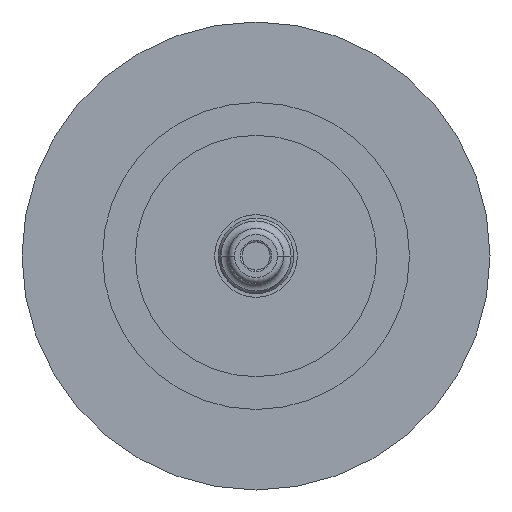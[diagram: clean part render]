
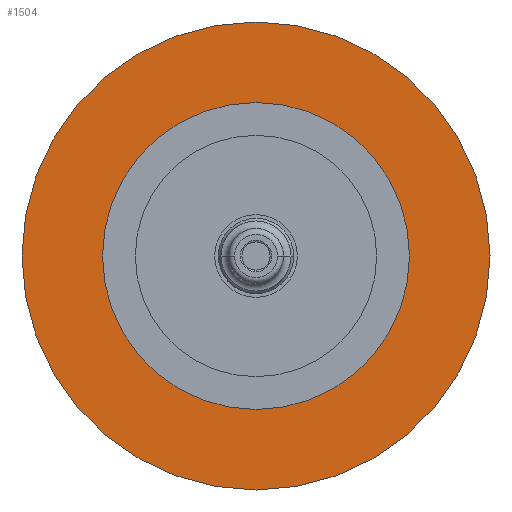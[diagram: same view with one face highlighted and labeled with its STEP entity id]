
A CAD part, front view. The second image highlights one B-rep face of the part: STEP entity #1504.
In plain terms, the highlighted planar face has unit normal (0, -1, 0).
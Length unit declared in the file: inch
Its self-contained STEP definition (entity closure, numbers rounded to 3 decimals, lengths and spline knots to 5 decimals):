
#47 = CARTESIAN_POINT ( 'NONE',  ( 0., 0., -0.785 ) ) ;
#94 = CARTESIAN_POINT ( 'NONE',  ( 0., 0., 0.515 ) ) ;
#98 = CARTESIAN_POINT ( 'NONE',  ( 0., 0., 0.785 ) ) ;
#115 = CARTESIAN_POINT ( 'NONE',  ( 0., 0., -0.515 ) ) ;
#175 = ORIENTED_EDGE ( 'NONE', *, *, #1602, .T. ) ;
#177 = ORIENTED_EDGE ( 'NONE', *, *, #1604, .T. ) ;
#244 = EDGE_LOOP ( 'NONE', ( #175, #177 ) ) ;
#274 = EDGE_LOOP ( 'NONE', ( #306, #318 ) ) ;
#306 = ORIENTED_EDGE ( 'NONE', *, *, #1622, .F. ) ;
#318 = ORIENTED_EDGE ( 'NONE', *, *, #1556, .F. ) ;
#383 = DIRECTION ( 'NONE',  ( 0., 1., 0. ) ) ;
#460 = DIRECTION ( 'NONE',  ( 0., 0., 1. ) ) ;
#461 = CARTESIAN_POINT ( 'NONE',  ( 0., 0., 0. ) ) ;
#543 = PLANE ( 'NONE',  #1949 ) ;
#602 = DIRECTION ( 'NONE',  ( 0., -1., 0. ) ) ;
#608 = CARTESIAN_POINT ( 'NONE',  ( -0.785, 0., 0. ) ) ;
#650 = DIRECTION ( 'NONE',  ( 0., 0., -1. ) ) ;
#779 = VERTEX_POINT ( 'NONE', #115 ) ;
#780 = VERTEX_POINT ( 'NONE', #47 ) ;
#805 = VERTEX_POINT ( 'NONE', #98 ) ;
#811 = VERTEX_POINT ( 'NONE', #94 ) ;
#993 = CIRCLE ( 'NONE', #1291, 0.515 ) ;
#995 = CIRCLE ( 'NONE', #1321, 0.515 ) ;
#1054 = CIRCLE ( 'NONE', #1319, 0.785 ) ;
#1145 = FACE_BOUND ( 'NONE', #244, .T. ) ;
#1148 = FACE_OUTER_BOUND ( 'NONE', #274, .T. ) ;
#1291 = AXIS2_PLACEMENT_3D ( 'NONE', #1793, #1792, #1791 ) ;
#1319 = AXIS2_PLACEMENT_3D ( 'NONE', #1903, #1899, #1897 ) ;
#1321 = AXIS2_PLACEMENT_3D ( 'NONE', #1799, #1798, #1797 ) ;
#1451 = CIRCLE ( 'NONE', #1736, 0.785 ) ;
#1504 = ADVANCED_FACE ( 'NONE', ( #1145, #1148 ), #543, .T. ) ;
#1556 = EDGE_CURVE ( 'NONE', #780, #805, #1054, .T. ) ;
#1602 = EDGE_CURVE ( 'NONE', #811, #779, #995, .T. ) ;
#1604 = EDGE_CURVE ( 'NONE', #779, #811, #993, .T. ) ;
#1622 = EDGE_CURVE ( 'NONE', #805, #780, #1451, .T. ) ;
#1736 = AXIS2_PLACEMENT_3D ( 'NONE', #461, #383, #460 ) ;
#1791 = DIRECTION ( 'NONE',  ( 0., 0., 1. ) ) ;
#1792 = DIRECTION ( 'NONE',  ( 0., 1., 0. ) ) ;
#1793 = CARTESIAN_POINT ( 'NONE',  ( 0., 0., 0. ) ) ;
#1797 = DIRECTION ( 'NONE',  ( 0., 0., 1. ) ) ;
#1798 = DIRECTION ( 'NONE',  ( 0., 1., 0. ) ) ;
#1799 = CARTESIAN_POINT ( 'NONE',  ( 0., 0., 0. ) ) ;
#1897 = DIRECTION ( 'NONE',  ( 0., 0., 1. ) ) ;
#1899 = DIRECTION ( 'NONE',  ( 0., 1., 0. ) ) ;
#1903 = CARTESIAN_POINT ( 'NONE',  ( 0., 0., 0. ) ) ;
#1949 = AXIS2_PLACEMENT_3D ( 'NONE', #608, #602, #650 ) ;
